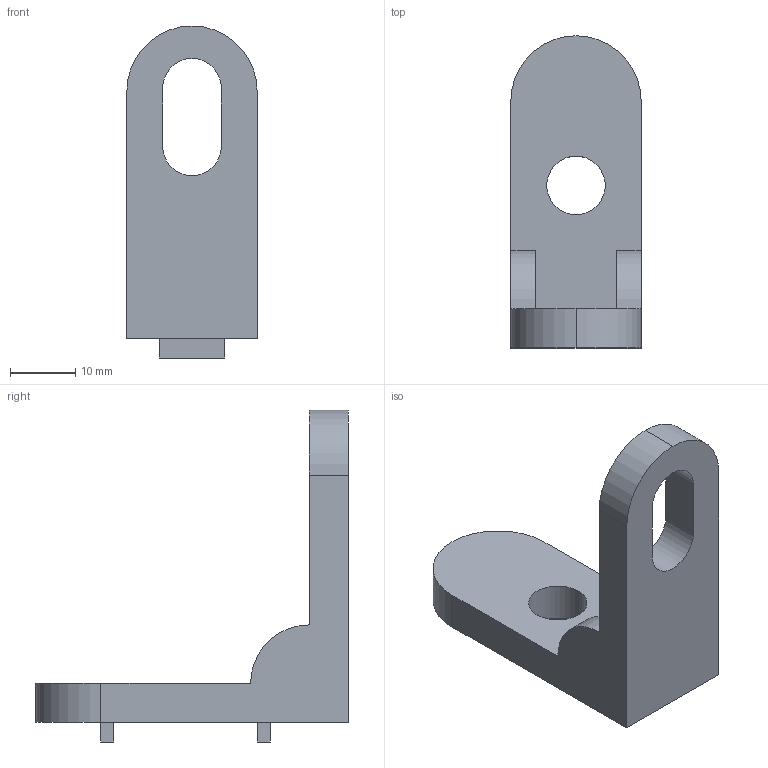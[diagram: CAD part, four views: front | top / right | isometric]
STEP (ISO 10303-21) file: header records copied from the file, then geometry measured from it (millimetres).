
FILE_DESCRIPTION (( 'STEP AP214' ), '1' );
FILE_NAME ('A883 ﾓ肭魵鮱 裝竟褊韃.STEP', '2025-09-25T07:48:01', ( '' ), ( '' ), 'SwSTEP 2.0', 'SolidWorks 2025', '' );
FILE_SCHEMA (( 'AUTOMOTIVE_DESIGN' ));
Length unit declared in the file: millimetre
Products named in the file (1): A883 Угловое соединение
Bounding box: 20 x 48 x 51 mm (x, y, z)
Volume: 9632.7 mm3; surface area: 5045.6 mm2
Topology: 1 solids, 1 shells, 31 faces, 81 edges, 54 vertices
Faces by surface type: plane 20, cylinder 11
Entity records: 988 total; most frequent: CARTESIAN_POINT 167, DIRECTION 167, ORIENTED_EDGE 162, EDGE_CURVE 81, VECTOR 59, LINE 59, AXIS2_PLACEMENT_3D 54, VERTEX_POINT 54
